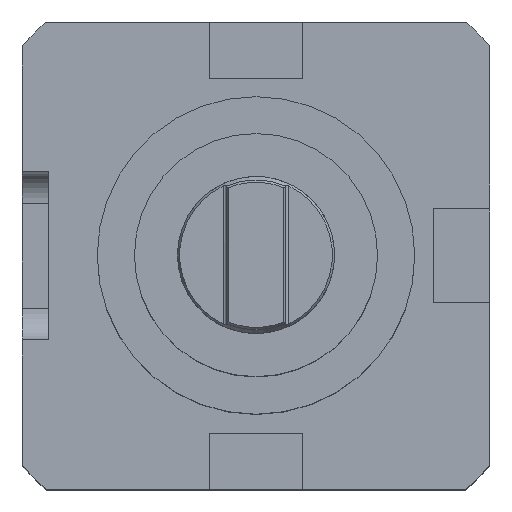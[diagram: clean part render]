
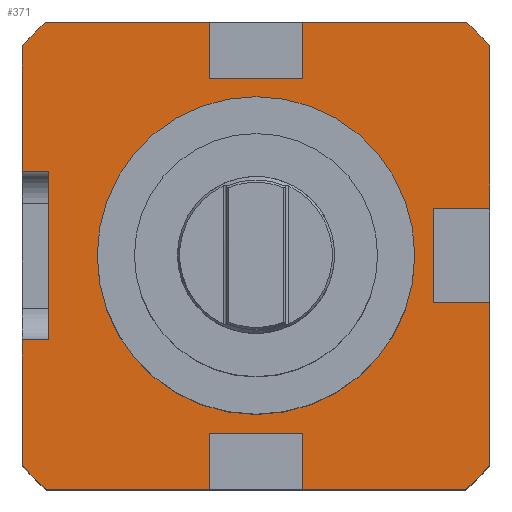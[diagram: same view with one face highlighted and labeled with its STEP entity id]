
A CAD part, top view. The second image highlights one B-rep face of the part: STEP entity #371.
In plain terms, the highlighted planar face has unit normal (0, 0, 1).
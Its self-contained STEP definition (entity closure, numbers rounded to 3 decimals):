
#194=LINE('',#1627,#278);
#196=LINE('',#1631,#280);
#201=LINE('',#1719,#285);
#208=LINE('',#1751,#292);
#209=LINE('',#1755,#293);
#210=LINE('',#1757,#294);
#211=LINE('',#1759,#295);
#212=LINE('',#1761,#296);
#213=LINE('',#1763,#297);
#214=LINE('',#1767,#298);
#215=LINE('',#1769,#299);
#216=LINE('',#1771,#300);
#217=LINE('',#1773,#301);
#218=LINE('',#1775,#302);
#219=LINE('',#1779,#303);
#220=LINE('',#1781,#304);
#221=LINE('',#1783,#305);
#222=LINE('',#1785,#306);
#223=LINE('',#1787,#307);
#224=LINE('',#1791,#308);
#278=VECTOR('',#1311,1.0);
#280=VECTOR('',#1315,1.0);
#285=VECTOR('',#1344,1.0);
#292=VECTOR('',#1377,1.0);
#293=VECTOR('',#1380,1.0);
#294=VECTOR('',#1381,1.0);
#295=VECTOR('',#1382,1.0);
#296=VECTOR('',#1383,1.0);
#297=VECTOR('',#1384,1.0);
#298=VECTOR('',#1387,1.0);
#299=VECTOR('',#1388,1.0);
#300=VECTOR('',#1389,1.0);
#301=VECTOR('',#1390,1.0);
#302=VECTOR('',#1391,1.0);
#303=VECTOR('',#1394,1.0);
#304=VECTOR('',#1395,1.0);
#305=VECTOR('',#1396,1.0);
#306=VECTOR('',#1397,1.0);
#307=VECTOR('',#1398,1.0);
#308=VECTOR('',#1401,1.0);
#371=ADVANCED_FACE('',(#471,#472),#434,.T.);
#434=PLANE('',#1216);
#471=FACE_BOUND('',#519,.T.);
#472=FACE_BOUND('',#520,.T.);
#519=EDGE_LOOP('',(#637,#638,#639,#640,#641,#642,#643,#644,#645,#646,#647,#648,#649,
     #650,#651,#652,#653,#654,#655,#656,#657,#658,#659,#660));
#520=EDGE_LOOP('',(#661));
#637=ORIENTED_EDGE('',*,*,#990,.T.);
#638=ORIENTED_EDGE('',*,*,#1021,.T.);
#639=ORIENTED_EDGE('',*,*,#1022,.T.);
#640=ORIENTED_EDGE('',*,*,#1023,.T.);
#641=ORIENTED_EDGE('',*,*,#1024,.F.);
#642=ORIENTED_EDGE('',*,*,#1025,.F.);
#643=ORIENTED_EDGE('',*,*,#1026,.F.);
#644=ORIENTED_EDGE('',*,*,#1027,.T.);
#645=ORIENTED_EDGE('',*,*,#1028,.T.);
#646=ORIENTED_EDGE('',*,*,#1029,.T.);
#647=ORIENTED_EDGE('',*,*,#1030,.F.);
#648=ORIENTED_EDGE('',*,*,#1031,.F.);
#649=ORIENTED_EDGE('',*,*,#1032,.F.);
#650=ORIENTED_EDGE('',*,*,#1033,.T.);
#651=ORIENTED_EDGE('',*,*,#1034,.T.);
#652=ORIENTED_EDGE('',*,*,#1035,.T.);
#653=ORIENTED_EDGE('',*,*,#1036,.F.);
#654=ORIENTED_EDGE('',*,*,#1037,.F.);
#655=ORIENTED_EDGE('',*,*,#1038,.F.);
#656=ORIENTED_EDGE('',*,*,#1039,.T.);
#657=ORIENTED_EDGE('',*,*,#1040,.T.);
#658=ORIENTED_EDGE('',*,*,#1041,.T.);
#659=ORIENTED_EDGE('',*,*,#1006,.F.);
#660=ORIENTED_EDGE('',*,*,#992,.F.);
#661=ORIENTED_EDGE('',*,*,#1042,.F.);
#887=VERTEX_POINT('',#1626);
#888=VERTEX_POINT('',#1628);
#889=VERTEX_POINT('',#1632);
#900=VERTEX_POINT('',#1716);
#914=VERTEX_POINT('',#1752);
#915=VERTEX_POINT('',#1754);
#916=VERTEX_POINT('',#1756);
#917=VERTEX_POINT('',#1758);
#918=VERTEX_POINT('',#1760);
#919=VERTEX_POINT('',#1762);
#920=VERTEX_POINT('',#1764);
#921=VERTEX_POINT('',#1766);
#922=VERTEX_POINT('',#1768);
#923=VERTEX_POINT('',#1770);
#924=VERTEX_POINT('',#1772);
#925=VERTEX_POINT('',#1774);
#926=VERTEX_POINT('',#1776);
#927=VERTEX_POINT('',#1778);
#928=VERTEX_POINT('',#1780);
#929=VERTEX_POINT('',#1782);
#930=VERTEX_POINT('',#1784);
#931=VERTEX_POINT('',#1786);
#932=VERTEX_POINT('',#1788);
#933=VERTEX_POINT('',#1790);
#934=VERTEX_POINT('',#1793);
#990=EDGE_CURVE('',#888,#887,#194,.T.);
#992=EDGE_CURVE('',#888,#889,#196,.T.);
#1006=EDGE_CURVE('',#889,#900,#201,.T.);
#1021=EDGE_CURVE('',#887,#914,#208,.T.);
#1022=EDGE_CURVE('',#914,#915,#1149,.T.);
#1023=EDGE_CURVE('',#915,#916,#209,.T.);
#1024=EDGE_CURVE('',#917,#916,#210,.T.);
#1025=EDGE_CURVE('',#918,#917,#211,.T.);
#1026=EDGE_CURVE('',#919,#918,#212,.T.);
#1027=EDGE_CURVE('',#919,#920,#213,.T.);
#1028=EDGE_CURVE('',#920,#921,#1150,.T.);
#1029=EDGE_CURVE('',#921,#922,#214,.T.);
#1030=EDGE_CURVE('',#923,#922,#215,.T.);
#1031=EDGE_CURVE('',#924,#923,#216,.T.);
#1032=EDGE_CURVE('',#925,#924,#217,.T.);
#1033=EDGE_CURVE('',#925,#926,#218,.T.);
#1034=EDGE_CURVE('',#926,#927,#1151,.T.);
#1035=EDGE_CURVE('',#927,#928,#219,.T.);
#1036=EDGE_CURVE('',#929,#928,#220,.T.);
#1037=EDGE_CURVE('',#930,#929,#221,.T.);
#1038=EDGE_CURVE('',#931,#930,#222,.T.);
#1039=EDGE_CURVE('',#931,#932,#223,.T.);
#1040=EDGE_CURVE('',#932,#933,#1152,.T.);
#1041=EDGE_CURVE('',#933,#900,#224,.T.);
#1042=EDGE_CURVE('',#934,#934,#1153,.T.);
#1149=CIRCLE('',#1211,84.0);
#1150=CIRCLE('',#1212,84.0);
#1151=CIRCLE('',#1213,84.0);
#1152=CIRCLE('',#1214,84.0);
#1153=CIRCLE('',#1215,42.45);
#1211=AXIS2_PLACEMENT_3D('',#1753,#1378,#1379);
#1212=AXIS2_PLACEMENT_3D('',#1765,#1385,#1386);
#1213=AXIS2_PLACEMENT_3D('',#1777,#1392,#1393);
#1214=AXIS2_PLACEMENT_3D('',#1789,#1399,#1400);
#1215=AXIS2_PLACEMENT_3D('',#1792,#1402,#1403);
#1216=AXIS2_PLACEMENT_3D('',#1794,#1404,#1405);
#1311=DIRECTION('',(-1.0,0.0,0.0));
#1315=DIRECTION('',(0.0,1.0,0.0));
#1344=DIRECTION('',(-1.0,0.0,0.0));
#1377=DIRECTION('',(0.0,-1.0,0.0));
#1378=DIRECTION('',(0.0,0.0,1.0));
#1379=DIRECTION('',(1.0,0.0,0.0));
#1380=DIRECTION('',(1.0,0.0,0.0));
#1381=DIRECTION('',(0.0,-1.0,0.0));
#1382=DIRECTION('',(-1.0,0.0,0.0));
#1383=DIRECTION('',(0.0,1.0,0.0));
#1384=DIRECTION('',(1.0,0.0,0.0));
#1385=DIRECTION('',(0.0,0.0,1.0));
#1386=DIRECTION('',(1.0,0.0,0.0));
#1387=DIRECTION('',(0.0,1.0,0.0));
#1388=DIRECTION('',(1.0,0.0,0.0));
#1389=DIRECTION('',(0.0,-1.0,0.0));
#1390=DIRECTION('',(-1.0,0.0,0.0));
#1391=DIRECTION('',(0.0,1.0,0.0));
#1392=DIRECTION('',(0.0,0.0,1.0));
#1393=DIRECTION('',(1.0,0.0,0.0));
#1394=DIRECTION('',(-1.0,0.0,0.0));
#1395=DIRECTION('',(0.0,1.0,0.0));
#1396=DIRECTION('',(1.0,0.0,0.0));
#1397=DIRECTION('',(0.0,-1.0,0.0));
#1398=DIRECTION('',(-1.0,0.0,0.0));
#1399=DIRECTION('',(0.0,0.0,1.0));
#1400=DIRECTION('',(1.0,0.0,0.0));
#1401=DIRECTION('',(0.0,-1.0,0.0));
#1402=DIRECTION('',(0.0,0.0,1.0));
#1403=DIRECTION('',(1.0,0.0,0.0));
#1404=DIRECTION('',(0.0,0.0,1.0));
#1405=DIRECTION('',(-1.0,0.0,0.0));
#1626=CARTESIAN_POINT('',(-62.5,-22.5,0.0));
#1627=CARTESIAN_POINT('',(-55.5,-22.5,0.0));
#1628=CARTESIAN_POINT('',(-55.5,-22.5,0.0));
#1631=CARTESIAN_POINT('',(-55.5,-22.5,0.0));
#1632=CARTESIAN_POINT('',(-55.5,22.5,0.0));
#1716=CARTESIAN_POINT('',(-62.5,22.5,0.0));
#1719=CARTESIAN_POINT('',(-55.5,22.5,0.0));
#1751=CARTESIAN_POINT('',(-62.5,56.123,0.0));
#1752=CARTESIAN_POINT('',(-62.5,-56.123,0.0));
#1753=CARTESIAN_POINT('',(0.,0.,0.0));
#1754=CARTESIAN_POINT('',(-56.123,-62.5,0.0));
#1755=CARTESIAN_POINT('',(56.123,-62.5,0.0));
#1756=CARTESIAN_POINT('',(-12.5,-62.5,0.0));
#1757=CARTESIAN_POINT('',(-12.5,-47.5,0.0));
#1758=CARTESIAN_POINT('',(-12.5,-47.5,0.0));
#1759=CARTESIAN_POINT('',(12.5,-47.5,0.0));
#1760=CARTESIAN_POINT('',(12.5,-47.5,0.0));
#1761=CARTESIAN_POINT('',(12.5,-47.5,0.0));
#1762=CARTESIAN_POINT('',(12.5,-62.5,0.0));
#1763=CARTESIAN_POINT('',(56.123,-62.5,0.0));
#1764=CARTESIAN_POINT('',(56.123,-62.5,0.0));
#1765=CARTESIAN_POINT('',(0.,0.,0.0));
#1766=CARTESIAN_POINT('',(62.5,-56.123,0.0));
#1767=CARTESIAN_POINT('',(62.5,-56.123,0.0));
#1768=CARTESIAN_POINT('',(62.5,-12.5,0.0));
#1769=CARTESIAN_POINT('',(47.5,-12.5,0.0));
#1770=CARTESIAN_POINT('',(47.5,-12.5,0.0));
#1771=CARTESIAN_POINT('',(47.5,12.5,0.0));
#1772=CARTESIAN_POINT('',(47.5,12.5,0.0));
#1773=CARTESIAN_POINT('',(47.5,12.5,0.0));
#1774=CARTESIAN_POINT('',(62.5,12.5,0.0));
#1775=CARTESIAN_POINT('',(62.5,-56.123,0.0));
#1776=CARTESIAN_POINT('',(62.5,56.123,0.0));
#1777=CARTESIAN_POINT('',(0.,0.,0.0));
#1778=CARTESIAN_POINT('',(56.123,62.5,0.0));
#1779=CARTESIAN_POINT('',(56.123,62.5,0.0));
#1780=CARTESIAN_POINT('',(12.5,62.5,0.0));
#1781=CARTESIAN_POINT('',(12.5,47.5,0.0));
#1782=CARTESIAN_POINT('',(12.5,47.5,0.0));
#1783=CARTESIAN_POINT('',(-12.5,47.5,0.0));
#1784=CARTESIAN_POINT('',(-12.5,47.5,0.0));
#1785=CARTESIAN_POINT('',(-12.5,62.5,0.0));
#1786=CARTESIAN_POINT('',(-12.5,62.5,0.0));
#1787=CARTESIAN_POINT('',(56.123,62.5,0.0));
#1788=CARTESIAN_POINT('',(-56.123,62.5,0.0));
#1789=CARTESIAN_POINT('',(0.,0.,0.0));
#1790=CARTESIAN_POINT('',(-62.5,56.123,0.0));
#1791=CARTESIAN_POINT('',(-62.5,56.123,0.0));
#1792=CARTESIAN_POINT('',(0.,0.,0.0));
#1793=CARTESIAN_POINT('',(42.45,0.,0.0));
#1794=CARTESIAN_POINT('',(0.,0.,0.0));
